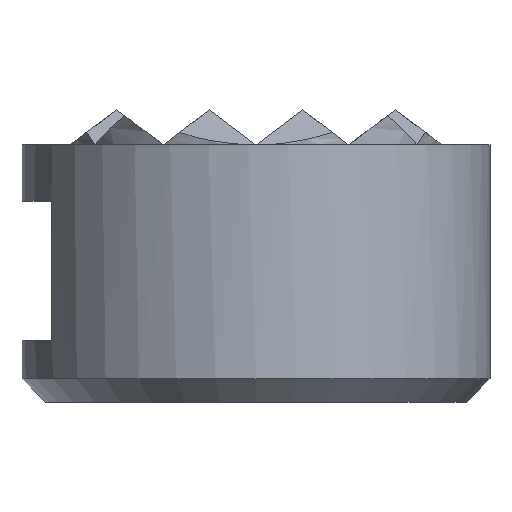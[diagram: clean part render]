
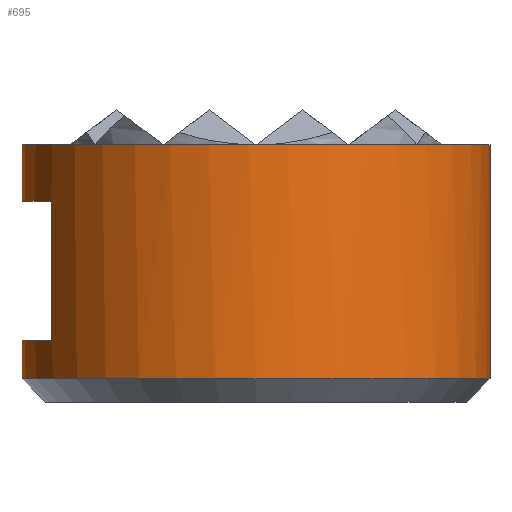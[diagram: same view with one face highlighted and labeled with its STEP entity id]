
A CAD part, front view. The second image highlights one B-rep face of the part: STEP entity #695.
In plain terms, the highlighted cylindrical face has radius 8 mm (diameter 16 mm), a partial arc.
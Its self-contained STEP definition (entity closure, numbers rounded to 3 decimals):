
#357=VERTEX_POINT('',#963);
#365=EDGE_CURVE('',#683,#811,#972,.T.);
#403=VERTEX_POINT('',#1018);
#485=EDGE_CURVE('',#779,#403,#1112,.T.);
#497=VERTEX_POINT('',#1125);
#511=EDGE_CURVE('',#497,#529,#1141,.T.);
#515=VERTEX_POINT('',#1145);
#529=VERTEX_POINT('',#1162);
#569=EDGE_CURVE('',#357,#683,#1208,.T.);
#575=EDGE_CURVE('',#515,#357,#1214,.T.);
#607=EDGE_CURVE('',#811,#529,#1251,.T.);
#683=VERTEX_POINT('',#1341);
#695=ADVANCED_FACE('',(#1354),#1355,.T.);
#751=EDGE_CURVE('',#497,#801,#1414,.T.);
#779=VERTEX_POINT('',#1446);
#801=VERTEX_POINT('',#1469);
#803=EDGE_CURVE('',#515,#779,#1471,.T.);
#811=VERTEX_POINT('',#1481);
#843=EDGE_CURVE('',#403,#801,#1517,.T.);
#963=CARTESIAN_POINT('',(-8.,0.,8.8));
#972=CIRCLE('',#1675,8.0);
#1018=CARTESIAN_POINT('',(-7.0,-3.873,2.125));
#1112=LINE('',#1856,#1857);
#1125=CARTESIAN_POINT('',(-8.,0.,0.8));
#1141=CIRCLE('',#1892,8.0);
#1145=CARTESIAN_POINT('',(-8.,0.,6.875));
#1162=CARTESIAN_POINT('',(8.,0.,0.8));
#1208=CIRCLE('',#1984,8.0);
#1214=LINE('',#1993,#1994);
#1251=LINE('',#2049,#2050);
#1341=CARTESIAN_POINT('',(7.343,-3.175,8.8));
#1354=FACE_OUTER_BOUND('',#2179,.T.);
#1355=CYLINDRICAL_SURFACE('',#2180,8.0);
#1414=LINE('',#2265,#2266);
#1446=CARTESIAN_POINT('',(-7.0,-3.873,6.875));
#1469=CARTESIAN_POINT('',(-8.,0.,2.125));
#1471=CIRCLE('',#2345,8.0);
#1481=CARTESIAN_POINT('',(8.,0.,8.8));
#1517=CIRCLE('',#2407,8.0);
#1675=AXIS2_PLACEMENT_3D('',#2560,#2561,#2562);
#1856=CARTESIAN_POINT('',(-7.0,-3.873,4.8));
#1857=VECTOR('',#2761,1.0);
#1892=AXIS2_PLACEMENT_3D('',#2788,#2789,#2790);
#1984=AXIS2_PLACEMENT_3D('',#2876,#2877,#2878);
#1993=CARTESIAN_POINT('',(-8.,0.,4.8));
#1994=VECTOR('',#2880,1.0);
#2049=CARTESIAN_POINT('',(8.,0.,4.8));
#2050=VECTOR('',#2928,1.0);
#2179=EDGE_LOOP('',(#3066,#3067,#3068,#3069,#3070,#3071,#3072,#3073,#3074));
#2180=AXIS2_PLACEMENT_3D('',#3075,#3076,#3077);
#2265=CARTESIAN_POINT('',(-8.,0.,4.8));
#2266=VECTOR('',#3134,1.0);
#2345=AXIS2_PLACEMENT_3D('',#3193,#3194,#3195);
#2407=AXIS2_PLACEMENT_3D('',#3248,#3249,#3250);
#2560=CARTESIAN_POINT('',(0.,0.,8.8));
#2561=DIRECTION('',(0.,0.,1.0));
#2562=DIRECTION('',(-1.0,0.,0.));
#2761=DIRECTION('',(0.,0.,-1.0));
#2788=CARTESIAN_POINT('',(0.,0.,0.8));
#2789=DIRECTION('',(0.,0.,1.0));
#2790=DIRECTION('',(-1.0,0.,0.));
#2876=CARTESIAN_POINT('',(0.,0.,8.8));
#2877=DIRECTION('',(0.,0.,1.0));
#2878=DIRECTION('',(-1.0,0.,0.));
#2880=DIRECTION('',(0.,0.,1.0));
#2928=DIRECTION('',(0.,0.,-1.0));
#3066=ORIENTED_EDGE('',*,*,#751,.F.);
#3067=ORIENTED_EDGE('',*,*,#511,.T.);
#3068=ORIENTED_EDGE('',*,*,#607,.F.);
#3069=ORIENTED_EDGE('',*,*,#365,.F.);
#3070=ORIENTED_EDGE('',*,*,#569,.F.);
#3071=ORIENTED_EDGE('',*,*,#575,.F.);
#3072=ORIENTED_EDGE('',*,*,#803,.T.);
#3073=ORIENTED_EDGE('',*,*,#485,.T.);
#3074=ORIENTED_EDGE('',*,*,#843,.T.);
#3075=CARTESIAN_POINT('',(0.,0.,4.8));
#3076=DIRECTION('',(0.,0.,-1.0));
#3077=DIRECTION('',(-1.0,0.,0.));
#3134=DIRECTION('',(0.,0.,1.0));
#3193=CARTESIAN_POINT('',(0.,0.,6.875));
#3194=DIRECTION('',(0.0,0.,1.0));
#3195=DIRECTION('',(-1.0,0.,0.));
#3248=CARTESIAN_POINT('',(0.,0.,2.125));
#3249=DIRECTION('',(0.0,0.,-1.0));
#3250=DIRECTION('',(-1.0,0.,0.));
